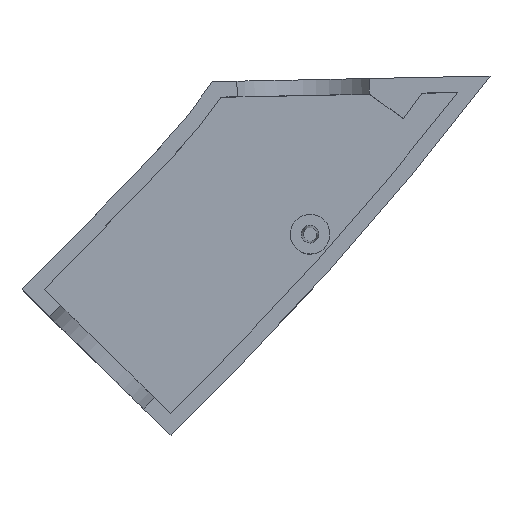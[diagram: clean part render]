
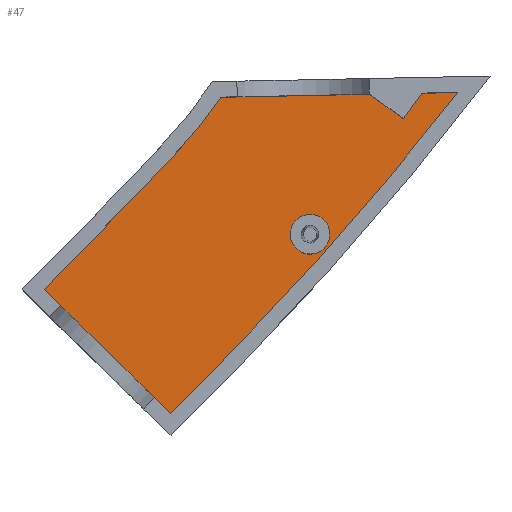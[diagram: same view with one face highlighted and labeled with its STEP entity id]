
A CAD part, top view. The second image highlights one B-rep face of the part: STEP entity #47.
In plain terms, the highlighted planar face has unit normal (0, 0, 1).
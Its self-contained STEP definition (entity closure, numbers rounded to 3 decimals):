
#47 = ADVANCED_FACE ( 'NONE', ( #1518, #1516 ), #1515, .T. ) ;
#67 = EDGE_CURVE ( 'NONE', #862, #853, #1458, .T. ) ;
#68 = EDGE_CURVE ( 'NONE', #1676, #862, #1459, .T. ) ;
#69 = EDGE_CURVE ( 'NONE', #1674, #1676, #1454, .T. ) ;
#70 = EDGE_CURVE ( 'NONE', #1688, #1674, #1451, .T. ) ;
#71 = EDGE_CURVE ( 'NONE', #849, #1688, #1448, .T. ) ;
#72 = EDGE_CURVE ( 'NONE', #849, #832, #1445, .T. ) ;
#73 = EDGE_CURVE ( 'NONE', #828, #832, #515, .T. ) ;
#74 = EDGE_CURVE ( 'NONE', #844, #828, #1434, .T. ) ;
#75 = EDGE_CURVE ( 'NONE', #846, #844, #1435, .T. ) ;
#76 = EDGE_CURVE ( 'NONE', #851, #846, #1436, .T. ) ;
#77 = EDGE_CURVE ( 'NONE', #842, #851, #1430, .T. ) ;
#78 = EDGE_CURVE ( 'NONE', #848, #842, #1107, .T. ) ;
#79 = EDGE_CURVE ( 'NONE', #853, #848, #1420, .T. ) ;
#80 = EDGE_CURVE ( 'NONE', #1675, #1670, #522, .T. ) ;
#93 = EDGE_CURVE ( 'NONE', #1670, #1675, #543, .T. ) ;
#324 = CARTESIAN_POINT ( 'NONE',  ( 122.694, 128.933, 3. ) ) ;
#329 = CARTESIAN_POINT ( 'NONE',  ( 81.662, 81.636, 3. ) ) ;
#340 = CARTESIAN_POINT ( 'NONE',  ( 77.263, 128.02, 3. ) ) ;
#342 = CARTESIAN_POINT ( 'NONE',  ( 115.804, 128.795, 3. ) ) ;
#344 = CARTESIAN_POINT ( 'NONE',  ( 112.25, 123.896, 3. ) ) ;
#346 = CARTESIAN_POINT ( 'NONE',  ( 57.339, 105.475, 3. ) ) ;
#347 = CARTESIAN_POINT ( 'NONE',  ( 79.562, 79.494, 3. ) ) ;
#349 = CARTESIAN_POINT ( 'NONE',  ( 105.774, 128.593, 3. ) ) ;
#351 = CARTESIAN_POINT ( 'NONE',  ( 55.239, 103.333, 3. ) ) ;
#360 = CARTESIAN_POINT ( 'NONE',  ( 55.286, 103.287, 3. ) ) ;
#503 = VECTOR ( 'NONE', #1450, 1000. ) ;
#510 = VECTOR ( 'NONE', #1447, 1000. ) ;
#511 = VECTOR ( 'NONE', #1444, 1000. ) ;
#512 = VECTOR ( 'NONE', #1442, 1000. ) ;
#513 = VECTOR ( 'NONE', #1440, 1000. ) ;
#514 = VECTOR ( 'NONE', #1437, 1000. ) ;
#515 = CIRCLE ( 'NONE', #518, 564.894 ) ;
#516 = VECTOR ( 'NONE', #1429, 1000. ) ;
#517 = VECTOR ( 'NONE', #1427, 1000. ) ;
#518 = AXIS2_PLACEMENT_3D ( 'NONE', #1433, #1432, #1431 ) ;
#519 = VECTOR ( 'NONE', #1424, 1000. ) ;
#520 = VECTOR ( 'NONE', #1421, 1000. ) ;
#521 = VECTOR ( 'NONE', #1409, 1000. ) ;
#522 = CIRCLE ( 'NONE', #525, 3.8 ) ;
#525 = AXIS2_PLACEMENT_3D ( 'NONE', #1407, #1406, #1405 ) ;
#543 = CIRCLE ( 'NONE', #545, 3.8 ) ;
#545 = AXIS2_PLACEMENT_3D ( 'NONE', #1366, #1365, #1364 ) ;
#760 = ORIENTED_EDGE ( 'NONE', *, *, #73, .F. ) ;
#787 = EDGE_LOOP ( 'NONE', ( #964, #961, #960, #882, #879, #869, #760, #977, #973, #972, #963, #962, #959 ) ) ;
#796 = EDGE_LOOP ( 'NONE', ( #958, #957 ) ) ;
#828 = VERTEX_POINT ( 'NONE', #324 ) ;
#832 = VERTEX_POINT ( 'NONE', #329 ) ;
#842 = VERTEX_POINT ( 'NONE', #340 ) ;
#844 = VERTEX_POINT ( 'NONE', #342 ) ;
#846 = VERTEX_POINT ( 'NONE', #344 ) ;
#848 = VERTEX_POINT ( 'NONE', #346 ) ;
#849 = VERTEX_POINT ( 'NONE', #347 ) ;
#851 = VERTEX_POINT ( 'NONE', #349 ) ;
#853 = VERTEX_POINT ( 'NONE', #351 ) ;
#862 = VERTEX_POINT ( 'NONE', #360 ) ;
#869 = ORIENTED_EDGE ( 'NONE', *, *, #72, .T. ) ;
#879 = ORIENTED_EDGE ( 'NONE', *, *, #71, .F. ) ;
#882 = ORIENTED_EDGE ( 'NONE', *, *, #70, .F. ) ;
#957 = ORIENTED_EDGE ( 'NONE', *, *, #80, .T. ) ;
#958 = ORIENTED_EDGE ( 'NONE', *, *, #93, .T. ) ;
#959 = ORIENTED_EDGE ( 'NONE', *, *, #79, .F. ) ;
#960 = ORIENTED_EDGE ( 'NONE', *, *, #69, .F. ) ;
#961 = ORIENTED_EDGE ( 'NONE', *, *, #68, .F. ) ;
#962 = ORIENTED_EDGE ( 'NONE', *, *, #78, .F. ) ;
#963 = ORIENTED_EDGE ( 'NONE', *, *, #77, .F. ) ;
#964 = ORIENTED_EDGE ( 'NONE', *, *, #67, .F. ) ;
#972 = ORIENTED_EDGE ( 'NONE', *, *, #76, .F. ) ;
#973 = ORIENTED_EDGE ( 'NONE', *, *, #75, .F. ) ;
#977 = ORIENTED_EDGE ( 'NONE', *, *, #74, .F. ) ;
#1107 = B_SPLINE_CURVE_WITH_KNOTS ( 'NONE', 3,
 ( #1419, #1422, #1425, #1418, #1417, #1416, #1415, #1414, #1413, #1412 ),
 .UNSPECIFIED., .F., .F.,
 ( 4, 2, 2, 2, 4 ),
 ( 0., 0.25, 0.5, 0.75, 1. ),
 .UNSPECIFIED. ) ;
#1124 = CARTESIAN_POINT ( 'NONE',  ( 94.294, 105.534, 3. ) ) ;
#1128 = CARTESIAN_POINT ( 'NONE',  ( 67.668, 67.347, 3. ) ) ;
#1129 = CARTESIAN_POINT ( 'NONE',  ( 94.447, 97.936, 3. ) ) ;
#1130 = CARTESIAN_POINT ( 'NONE',  ( 43.386, 91.146, 3. ) ) ;
#1142 = CARTESIAN_POINT ( 'NONE',  ( 79.567, 79.488, 3. ) ) ;
#1364 = DIRECTION ( 'NONE',  ( 0.02, -1., 0. ) ) ;
#1365 = DIRECTION ( 'NONE',  ( 0., 0., -1. ) ) ;
#1366 = CARTESIAN_POINT ( 'NONE',  ( 94.371, 101.735, 3. ) ) ;
#1405 = DIRECTION ( 'NONE',  ( 0.02, -1., 0. ) ) ;
#1406 = DIRECTION ( 'NONE',  ( 0., 0., -1. ) ) ;
#1407 = CARTESIAN_POINT ( 'NONE',  ( 94.371, 101.735, 3. ) ) ;
#1409 = DIRECTION ( 'NONE',  ( 0.7, 0.714, 0. ) ) ;
#1411 = CARTESIAN_POINT ( 'NONE',  ( 27.242, 74.768, 3. ) ) ;
#1412 = CARTESIAN_POINT ( 'NONE',  ( 77.263, 128.02, 3. ) ) ;
#1413 = CARTESIAN_POINT ( 'NONE',  ( 75.865, 125.931, 3. ) ) ;
#1414 = CARTESIAN_POINT ( 'NONE',  ( 74.351, 123.931, 3. ) ) ;
#1415 = CARTESIAN_POINT ( 'NONE',  ( 71.171, 120.047, 3. ) ) ;
#1416 = CARTESIAN_POINT ( 'NONE',  ( 69.505, 118.164, 3. ) ) ;
#1417 = CARTESIAN_POINT ( 'NONE',  ( 66.096, 114.476, 3. ) ) ;
#1418 = CARTESIAN_POINT ( 'NONE',  ( 64.351, 112.67, 3. ) ) ;
#1419 = CARTESIAN_POINT ( 'NONE',  ( 57.339, 105.475, 3. ) ) ;
#1420 = LINE ( 'NONE', #1411, #521 ) ;
#1421 = DIRECTION ( 'NONE',  ( 1., 0.02, 0. ) ) ;
#1422 = CARTESIAN_POINT ( 'NONE',  ( 59.074, 107.291, 3. ) ) ;
#1423 = CARTESIAN_POINT ( 'NONE',  ( 75.675, 127.989, 3. ) ) ;
#1424 = DIRECTION ( 'NONE',  ( 0.809, -0.587, 0. ) ) ;
#1425 = CARTESIAN_POINT ( 'NONE',  ( 60.841, 109.077, 3. ) ) ;
#1426 = CARTESIAN_POINT ( 'NONE',  ( -340.318, 452.217, 3. ) ) ;
#1427 = DIRECTION ( 'NONE',  ( 0.587, 0.809, 0. ) ) ;
#1428 = CARTESIAN_POINT ( 'NONE',  ( 128.703, 146.575, 3. ) ) ;
#1429 = DIRECTION ( 'NONE',  ( 1., 0.02, 0. ) ) ;
#1430 = LINE ( 'NONE', #1423, #520 ) ;
#1431 = DIRECTION ( 'NONE',  ( 0.02, -1., 0. ) ) ;
#1432 = DIRECTION ( 'NONE',  ( 0., 0., -1. ) ) ;
#1433 = CARTESIAN_POINT ( 'NONE',  ( -323.865, 474.897, 3. ) ) ;
#1434 = LINE ( 'NONE', #1438, #516 ) ;
#1435 = LINE ( 'NONE', #1428, #517 ) ;
#1436 = LINE ( 'NONE', #1426, #519 ) ;
#1437 = DIRECTION ( 'NONE',  ( 0.7, 0.714, 0. ) ) ;
#1438 = CARTESIAN_POINT ( 'NONE',  ( 75.675, 127.989, 3. ) ) ;
#1439 = CARTESIAN_POINT ( 'NONE',  ( 51.565, 50.929, 3. ) ) ;
#1440 = DIRECTION ( 'NONE',  ( 0.714, -0.7, 0. ) ) ;
#1441 = CARTESIAN_POINT ( 'NONE',  ( 53.143, 105.387, 3. ) ) ;
#1442 = DIRECTION ( 'NONE',  ( -0.7, -0.714, 0. ) ) ;
#1443 = CARTESIAN_POINT ( 'NONE',  ( 79.567, 79.488, 3. ) ) ;
#1444 = DIRECTION ( 'NONE',  ( -0.714, 0.7, 0. ) ) ;
#1445 = LINE ( 'NONE', #1439, #514 ) ;
#1446 = CARTESIAN_POINT ( 'NONE',  ( 69.81, 65.247, 3. ) ) ;
#1447 = DIRECTION ( 'NONE',  ( 0.7, 0.714, 0. ) ) ;
#1448 = LINE ( 'NONE', #1441, #513 ) ;
#1449 = CARTESIAN_POINT ( 'NONE',  ( 41.286, 89.004, 3. ) ) ;
#1450 = DIRECTION ( 'NONE',  ( -0.714, 0.7, 0. ) ) ;
#1451 = LINE ( 'NONE', #1443, #512 ) ;
#1452 = CARTESIAN_POINT ( 'NONE',  ( 55.286, 103.287, 3. ) ) ;
#1454 = LINE ( 'NONE', #1446, #511 ) ;
#1458 = LINE ( 'NONE', #1452, #503 ) ;
#1459 = LINE ( 'NONE', #1449, #510 ) ;
#1513 = DIRECTION ( 'NONE',  ( 0.02, -1., 0. ) ) ;
#1515 = PLANE ( 'NONE',  #1869 ) ;
#1516 = FACE_BOUND ( 'NONE', #796, .T. ) ;
#1518 = FACE_OUTER_BOUND ( 'NONE', #787, .T. ) ;
#1519 = CARTESIAN_POINT ( 'NONE',  ( -323.865, 474.897, 3. ) ) ;
#1521 = DIRECTION ( 'NONE',  ( 0., 0., 1. ) ) ;
#1670 = VERTEX_POINT ( 'NONE', #1124 ) ;
#1674 = VERTEX_POINT ( 'NONE', #1128 ) ;
#1675 = VERTEX_POINT ( 'NONE', #1129 ) ;
#1676 = VERTEX_POINT ( 'NONE', #1130 ) ;
#1688 = VERTEX_POINT ( 'NONE', #1142 ) ;
#1869 = AXIS2_PLACEMENT_3D ( 'NONE', #1519, #1521, #1513 ) ;
